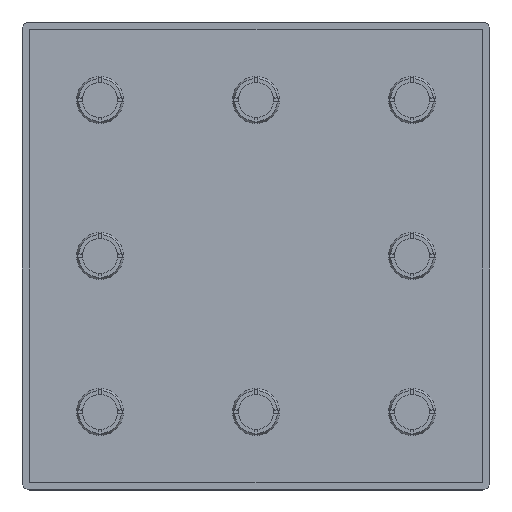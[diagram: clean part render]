
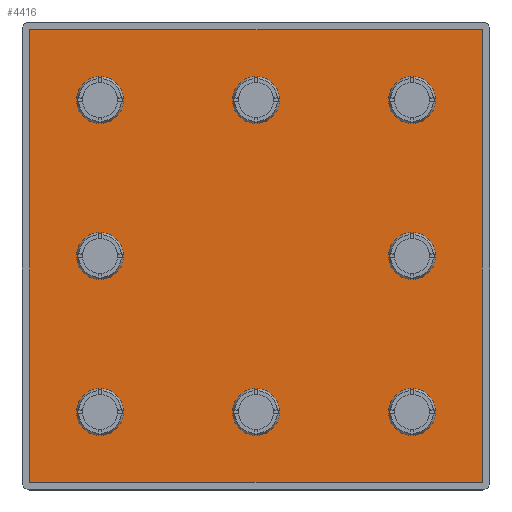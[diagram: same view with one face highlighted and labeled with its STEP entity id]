
A CAD part, top view. The second image highlights one B-rep face of the part: STEP entity #4416.
In plain terms, the highlighted planar face has unit normal (0, 0, 1).
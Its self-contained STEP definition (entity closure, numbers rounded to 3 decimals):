
#20=FACE_BOUND('',#814,.T.);
#21=FACE_BOUND('',#815,.T.);
#22=FACE_BOUND('',#816,.T.);
#23=FACE_BOUND('',#817,.T.);
#24=FACE_BOUND('',#818,.T.);
#25=FACE_BOUND('',#819,.T.);
#26=FACE_BOUND('',#820,.T.);
#27=FACE_BOUND('',#821,.T.);
#174=PLANE('',#4907);
#573=FACE_OUTER_BOUND('',#813,.T.);
#813=EDGE_LOOP('',(#4098,#4099,#4100,#4101));
#814=EDGE_LOOP('',(#4102));
#815=EDGE_LOOP('',(#4103));
#816=EDGE_LOOP('',(#4104));
#817=EDGE_LOOP('',(#4105));
#818=EDGE_LOOP('',(#4106));
#819=EDGE_LOOP('',(#4107));
#820=EDGE_LOOP('',(#4108));
#821=EDGE_LOOP('',(#4109));
#1031=LINE('',#7723,#1335);
#1033=LINE('',#7727,#1337);
#1035=LINE('',#7731,#1339);
#1037=LINE('',#7734,#1341);
#1335=VECTOR('',#5757,1000.);
#1337=VECTOR('',#5761,1000.);
#1339=VECTOR('',#5765,1000.);
#1341=VECTOR('',#5769,1000.);
#1453=CIRCLE('',#4462,5.634);
#1473=CIRCLE('',#4484,5.634);
#1493=CIRCLE('',#4506,5.634);
#1513=CIRCLE('',#4528,5.634);
#1533=CIRCLE('',#4550,5.634);
#1553=CIRCLE('',#4572,5.634);
#1573=CIRCLE('',#4594,5.634);
#1593=CIRCLE('',#4616,5.634);
#1706=VERTEX_POINT('',#6269);
#1742=VERTEX_POINT('',#6389);
#1778=VERTEX_POINT('',#6509);
#1814=VERTEX_POINT('',#6629);
#1850=VERTEX_POINT('',#6749);
#1886=VERTEX_POINT('',#6869);
#1922=VERTEX_POINT('',#6989);
#1958=VERTEX_POINT('',#7109);
#2086=VERTEX_POINT('',#7720);
#2087=VERTEX_POINT('',#7722);
#2088=VERTEX_POINT('',#7726);
#2089=VERTEX_POINT('',#7730);
#2151=EDGE_CURVE('',#1706,#1706,#1453,.T.);
#2189=EDGE_CURVE('',#1742,#1742,#1473,.T.);
#2227=EDGE_CURVE('',#1778,#1778,#1493,.T.);
#2265=EDGE_CURVE('',#1814,#1814,#1513,.T.);
#2303=EDGE_CURVE('',#1850,#1850,#1533,.T.);
#2341=EDGE_CURVE('',#1886,#1886,#1553,.T.);
#2379=EDGE_CURVE('',#1922,#1922,#1573,.T.);
#2417=EDGE_CURVE('',#1958,#1958,#1593,.T.);
#2651=EDGE_CURVE('',#2087,#2086,#1031,.T.);
#2653=EDGE_CURVE('',#2088,#2087,#1033,.T.);
#2655=EDGE_CURVE('',#2089,#2088,#1035,.T.);
#2657=EDGE_CURVE('',#2086,#2089,#1037,.T.);
#4098=ORIENTED_EDGE('',*,*,#2651,.T.);
#4099=ORIENTED_EDGE('',*,*,#2657,.T.);
#4100=ORIENTED_EDGE('',*,*,#2655,.T.);
#4101=ORIENTED_EDGE('',*,*,#2653,.T.);
#4102=ORIENTED_EDGE('',*,*,#2379,.F.);
#4103=ORIENTED_EDGE('',*,*,#2303,.F.);
#4104=ORIENTED_EDGE('',*,*,#2265,.F.);
#4105=ORIENTED_EDGE('',*,*,#2189,.F.);
#4106=ORIENTED_EDGE('',*,*,#2151,.F.);
#4107=ORIENTED_EDGE('',*,*,#2227,.F.);
#4108=ORIENTED_EDGE('',*,*,#2341,.F.);
#4109=ORIENTED_EDGE('',*,*,#2417,.F.);
#4416=ADVANCED_FACE('',(#573,#20,#21,#22,#23,#24,#25,#26,#27),#174,.F.);
#4462=AXIS2_PLACEMENT_3D('',#6271,#4970,#4971);
#4484=AXIS2_PLACEMENT_3D('',#6391,#5024,#5025);
#4506=AXIS2_PLACEMENT_3D('',#6511,#5078,#5079);
#4528=AXIS2_PLACEMENT_3D('',#6631,#5132,#5133);
#4550=AXIS2_PLACEMENT_3D('',#6751,#5186,#5187);
#4572=AXIS2_PLACEMENT_3D('',#6871,#5240,#5241);
#4594=AXIS2_PLACEMENT_3D('',#6991,#5294,#5295);
#4616=AXIS2_PLACEMENT_3D('',#7111,#5348,#5349);
#4907=AXIS2_PLACEMENT_3D('',#8071,#6154,#6155);
#4970=DIRECTION('center_axis',(0.,0.,1.));
#4971=DIRECTION('ref_axis',(1.,0.,0.));
#5024=DIRECTION('center_axis',(0.,0.,1.));
#5025=DIRECTION('ref_axis',(1.,0.,0.));
#5078=DIRECTION('center_axis',(0.,0.,1.));
#5079=DIRECTION('ref_axis',(1.,0.,0.));
#5132=DIRECTION('center_axis',(0.,0.,1.));
#5133=DIRECTION('ref_axis',(1.,0.,0.));
#5186=DIRECTION('center_axis',(0.,0.,1.));
#5187=DIRECTION('ref_axis',(1.,0.,0.));
#5240=DIRECTION('center_axis',(0.,0.,1.));
#5241=DIRECTION('ref_axis',(1.,0.,0.));
#5294=DIRECTION('center_axis',(0.,0.,1.));
#5295=DIRECTION('ref_axis',(1.,0.,0.));
#5348=DIRECTION('center_axis',(0.,0.,1.));
#5349=DIRECTION('ref_axis',(1.,0.,0.));
#5757=DIRECTION('',(0.,-1.,0.));
#5761=DIRECTION('',(-1.,0.,0.));
#5765=DIRECTION('',(0.,1.,0.));
#5769=DIRECTION('',(1.,0.,0.));
#6154=DIRECTION('center_axis',(0.,0.,-1.));
#6155=DIRECTION('ref_axis',(-1.,0.,0.));
#6269=CARTESIAN_POINT('',(1027.62,658.437,-2.));
#6271=CARTESIAN_POINT('Origin',(1033.253,658.437,-2.));
#6389=CARTESIAN_POINT('',(1027.62,618.437,-2.));
#6391=CARTESIAN_POINT('Origin',(1033.253,618.437,-2.));
#6509=CARTESIAN_POINT('',(1027.62,578.437,-2.));
#6511=CARTESIAN_POINT('Origin',(1033.253,578.437,-2.));
#6629=CARTESIAN_POINT('',(1067.62,658.437,-2.));
#6631=CARTESIAN_POINT('Origin',(1073.253,658.437,-2.));
#6749=CARTESIAN_POINT('',(1067.62,578.437,-2.));
#6751=CARTESIAN_POINT('Origin',(1073.253,578.437,-2.));
#6869=CARTESIAN_POINT('',(1107.62,658.437,-2.));
#6871=CARTESIAN_POINT('Origin',(1113.253,658.437,-2.));
#6989=CARTESIAN_POINT('',(1107.62,618.437,-2.));
#6991=CARTESIAN_POINT('Origin',(1113.253,618.437,-2.));
#7109=CARTESIAN_POINT('',(1107.62,578.437,-2.));
#7111=CARTESIAN_POINT('Origin',(1113.253,578.437,-2.));
#7720=CARTESIAN_POINT('',(1015.253,560.437,-2.));
#7722=CARTESIAN_POINT('',(1015.253,676.437,-2.));
#7723=CARTESIAN_POINT('',(1015.253,560.437,-2.));
#7726=CARTESIAN_POINT('',(1131.253,676.437,-2.));
#7727=CARTESIAN_POINT('',(1015.253,676.437,-2.));
#7730=CARTESIAN_POINT('',(1131.253,560.437,-2.));
#7731=CARTESIAN_POINT('',(1131.253,676.437,-2.));
#7734=CARTESIAN_POINT('',(1131.253,560.437,-2.));
#8071=CARTESIAN_POINT('Origin',(1015.253,676.437,-2.));
